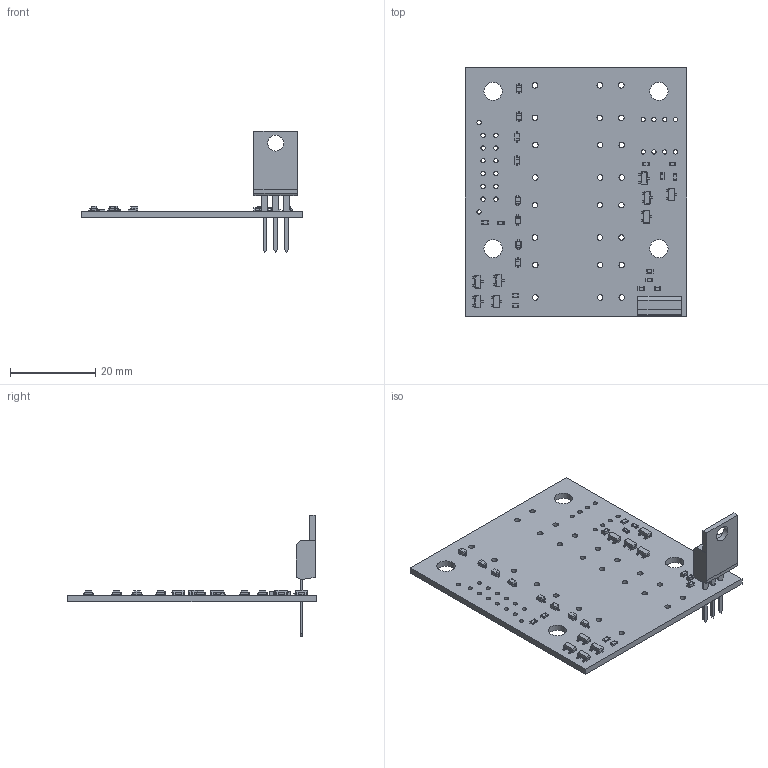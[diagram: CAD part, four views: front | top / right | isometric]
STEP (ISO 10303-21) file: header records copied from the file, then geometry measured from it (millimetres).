
FILE_DESCRIPTION(('KiCad electronic assembly'),'2;1');
FILE_NAME('updated_relay_draft.step','2025-09-19T11:50:19',('Pcbnew'),( 'Kicad'),'Open CASCADE STEP processor 7.8','KiCad to STEP converter' ,'Unknown');
FILE_SCHEMA(('AUTOMOTIVE_DESIGN { 1 0 10303 214 1 1 1 1 }'));
Length unit declared in the file: millimetre
Products named in the file (7): updated_relay_draft 1; D_SOD-323; R_0603_1608Metric; C_0603_1608Metric; TO-220-3_Vertical; SOT-23; updated_relay_draft_PCB
Assembly tree (30 placements, depth 2):
  updated_relay_draft 1
    D_SOD-323  x8
    R_0603_1608Metric  x7
    C_0603_1608Metric  x5
    TO-220-3_Vertical
    SOT-23  x8
    updated_relay_draft_PCB
Bounding box: 52 x 58.35 x 28.52 mm (x, y, z)
Volume: 4961.1 mm3; surface area: 7431.7 mm2
Topology: 30 solids, 30 shells, 1453 faces, 3713 edges, 2346 vertices
Faces by surface type: plane 867, cylinder 330, bspline 256
Full cylindrical faces by diameter (mm): 1 x8, 1.02 x14, 1.1 x3, 1.3 x24, 3.735 x1, 4.3 x4
Entity records: 11276 total; most frequent: CARTESIAN_POINT 1731, ORIENTED_EDGE 1540, DIRECTION 1487, EDGE_CURVE 770, LINE 533, VECTOR 533, VERTEX_POINT 497, AXIS2_PLACEMENT_3D 477
